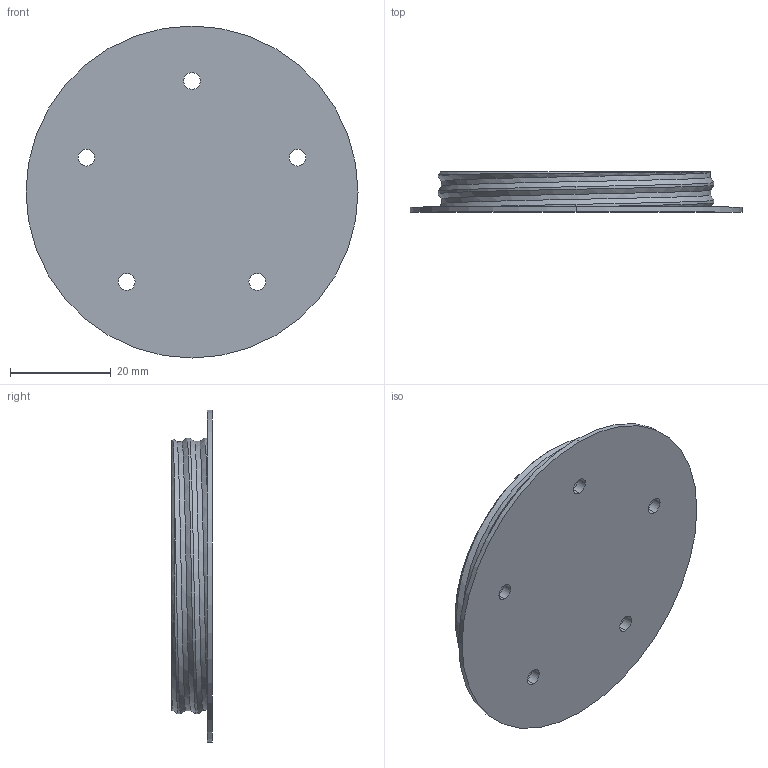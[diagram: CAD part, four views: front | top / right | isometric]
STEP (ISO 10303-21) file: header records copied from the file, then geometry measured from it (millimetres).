
FILE_DESCRIPTION (( 'STEP AP214' ), '1' );
FILE_NAME ('ｿﾉﾀﾖｹﾞﾖｧｼﾜﾉﾏｹﾞﾌ衽ｹｺﾏ_ﾍｹﾂﾝﾎﾆ.STEP', '2022-12-05T13:15:23', ( '' ), ( '' ), 'SwSTEP 2.0', 'SolidWorks 2022', '' );
FILE_SCHEMA (( 'AUTOMOTIVE_DESIGN' ));
Length unit declared in the file: millimetre
Products named in the file (1): ｿﾉﾀﾖｹﾞﾖｧｼﾜﾉﾏｹﾞﾌ衽ｹｺﾏ_ﾍｹﾂﾝﾎﾆ
Bounding box: 65.8 x 8 x 65.8 mm (x, y, z)
Volume: 18309.5 mm3; surface area: 8940 mm2
Topology: 1 solids, 1 shells, 39 faces, 92 edges, 61 vertices
Faces by surface type: cylinder 27, plane 8, bspline 3, cone 1
Entity records: 2053 total; most frequent: CARTESIAN_POINT 1108, DIRECTION 194, ORIENTED_EDGE 184, EDGE_CURVE 92, AXIS2_PLACEMENT_3D 84, VERTEX_POINT 61, EDGE_LOOP 55, CIRCLE 47
